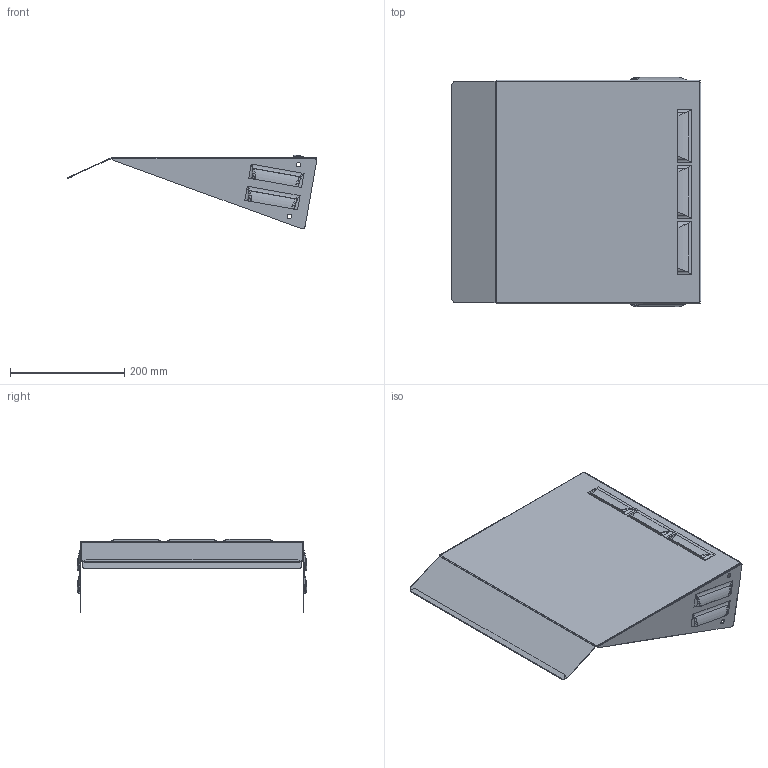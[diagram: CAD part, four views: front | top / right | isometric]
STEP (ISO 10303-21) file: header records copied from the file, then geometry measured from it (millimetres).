
FILE_DESCRIPTION((''),'2;1');
FILE_NAME('130B3780','2020-07-06T',('F26576'),('Danfoss Drives A/S'),'CREO PARAMETRIC BY PTC INC, 2018070','CREO PARAMETRIC BY PTC INC, 2018070','');
FILE_SCHEMA(('CONFIG_CONTROL_DESIGN','GEOMETRIC_VALIDATION_PROPERTIES_MIM'));
Length unit declared in the file: millimetre
Products named in the file (1): 130B3780
Bounding box: 437.86 x 401.23 x 129.08 mm (x, y, z)
Volume: 242313 mm3; surface area: 487582.8 mm2
Topology: 1 solids, 1 shells, 235 faces, 529 edges, 302 vertices
Faces by surface type: cylinder 113, plane 72, bspline 50
Entity records: 9836 total; most frequent: CARTESIAN_POINT 3290, ORIENTED_EDGE 1058, DIRECTION 900, PRESENTATION_STYLE_ASSIGNMENT 530, STYLED_ITEM 530, CURVE_STYLE 529, EDGE_CURVE 529, AXIS2_PLACEMENT_3D 325
